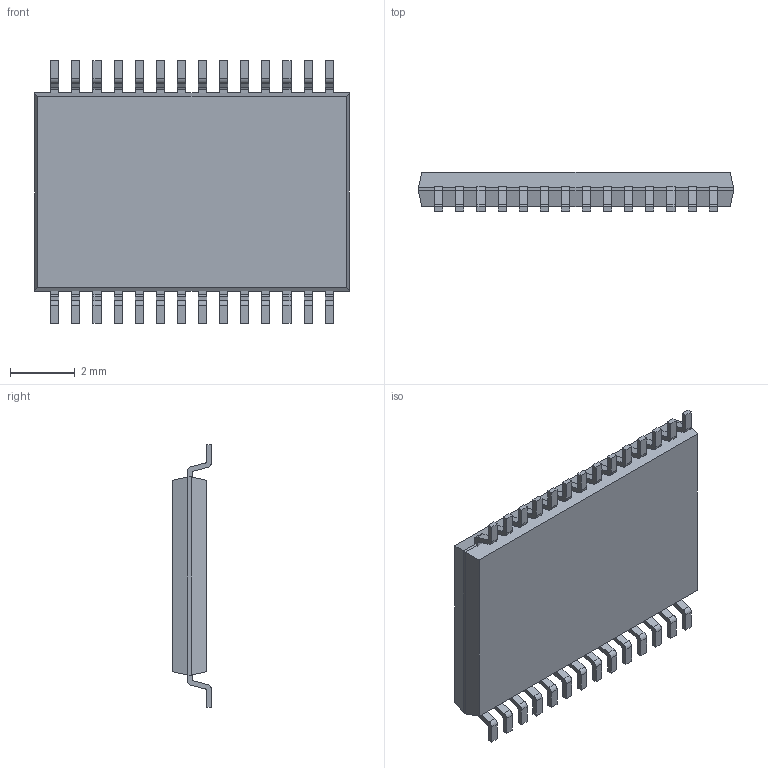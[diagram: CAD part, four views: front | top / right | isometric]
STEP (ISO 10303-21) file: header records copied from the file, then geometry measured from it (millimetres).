
FILE_DESCRIPTION (( 'STEP AP214' ), '1' );
FILE_NAME ('User Library-TSSOP-28W.STEP', '2017-06-28T04:39:38', ( 'Windows User' ), ( '' ), 'SwSTEP 2.0', 'SolidWorks 2017', '' );
FILE_SCHEMA (( 'AUTOMOTIVE_DESIGN' ));
Length unit declared in the file: millimetre
Products named in the file (4): User Library-TSSOP-28W__X2_041D043E0436043A0430_X0_; User Library-TSSOP-28W__X2_041C04350442043A0430_X0_; User Library-TSSOP-28W__X2_041A043E0440043F04430441_X0_; User Library-TSSOP-28W
Assembly tree (16 placements, depth 2):
  User Library-TSSOP-28W
    User Library-TSSOP-28W__X2_041A043E0440043F04430441_X0_
    User Library-TSSOP-28W__X2_041C04350442043A0430_X0_
    User Library-TSSOP-28W__X2_041D043E0436043A0430_X0_  x14
Bounding box: 9.7 x 1.2 x 8.1 mm (x, y, z)
Volume: 62.3 mm3; surface area: 184.1 mm2
Topology: 30 solids, 30 shells, 413 faces, 1048 edges, 696 vertices
Faces by surface type: plane 297, cylinder 116
Entity records: 2172 total; most frequent: DIRECTION 272, CARTESIAN_POINT 252, ORIENTED_EDGE 224, EDGE_CURVE 112, AXIS2_PLACEMENT_3D 92, VECTOR 88, LINE 88, VERTEX_POINT 72
